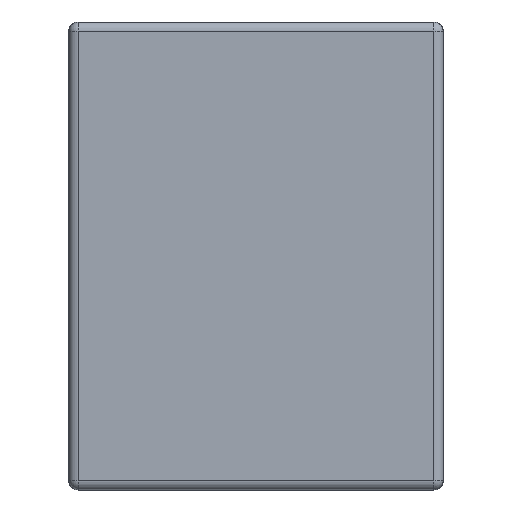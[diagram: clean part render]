
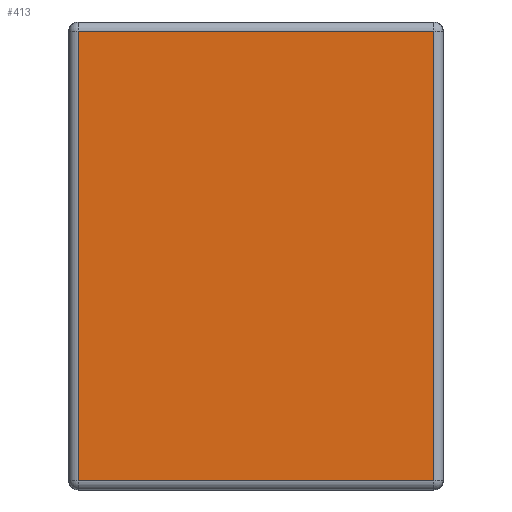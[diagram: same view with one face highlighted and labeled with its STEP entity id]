
A CAD part, left-side view. The second image highlights one B-rep face of the part: STEP entity #413.
In plain terms, the highlighted planar face has unit normal (-1, 0, 0).
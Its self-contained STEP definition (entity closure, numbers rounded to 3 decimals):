
#374 = CARTESIAN_POINT ( 'NONE',  ( -0.5, 0.39, -0.24 ) ) ;
#375 = VERTEX_POINT ( 'NONE', #374 ) ;
#376 = CARTESIAN_POINT ( 'NONE',  ( -0.5, 0.01, -0.24 ) ) ;
#377 = VERTEX_POINT ( 'NONE', #376 ) ;
#378 = CARTESIAN_POINT ( 'NONE',  ( -0.5, 0., -0.24 ) ) ;
#379 = DIRECTION ( 'NONE',  ( 0., -1., 0. ) ) ;
#380 = VECTOR ( 'NONE', #379, 1000. ) ;
#381 = LINE ( 'NONE', #378, #380 ) ;
#382 = EDGE_CURVE ( 'NONE', #375, #377, #381, .T. ) ;
#383 = ORIENTED_EDGE ( 'NONE', *, *, #382, .T. ) ;
#384 = CARTESIAN_POINT ( 'NONE',  ( -0.5, 0.01, 0.24 ) ) ;
#385 = VERTEX_POINT ( 'NONE', #384 ) ;
#386 = CARTESIAN_POINT ( 'NONE',  ( -0.5, 0.01, -0.25 ) ) ;
#387 = DIRECTION ( 'NONE',  ( 0., 0., 1. ) ) ;
#388 = VECTOR ( 'NONE', #387, 1000. ) ;
#389 = LINE ( 'NONE', #386, #388 ) ;
#390 = EDGE_CURVE ( 'NONE', #377, #385, #389, .T. ) ;
#391 = ORIENTED_EDGE ( 'NONE', *, *, #390, .T. ) ;
#392 = CARTESIAN_POINT ( 'NONE',  ( -0.5, 0.39, 0.24 ) ) ;
#393 = VERTEX_POINT ( 'NONE', #392 ) ;
#394 = CARTESIAN_POINT ( 'NONE',  ( -0.5, 0.4, 0.24 ) ) ;
#395 = DIRECTION ( 'NONE',  ( 0., 1., 0. ) ) ;
#396 = VECTOR ( 'NONE', #395, 1000. ) ;
#397 = LINE ( 'NONE', #394, #396 ) ;
#398 = EDGE_CURVE ( 'NONE', #385, #393, #397, .T. ) ;
#399 = ORIENTED_EDGE ( 'NONE', *, *, #398, .T. ) ;
#400 = CARTESIAN_POINT ( 'NONE',  ( -0.5, 0.39, -0.25 ) ) ;
#401 = DIRECTION ( 'NONE',  ( 0., 0., -1. ) ) ;
#402 = VECTOR ( 'NONE', #401, 1000. ) ;
#403 = LINE ( 'NONE', #400, #402 ) ;
#404 = EDGE_CURVE ( 'NONE', #393, #375, #403, .T. ) ;
#405 = ORIENTED_EDGE ( 'NONE', *, *, #404, .T. ) ;
#406 = EDGE_LOOP ( 'NONE', ( #383, #391, #399, #405 ) ) ;
#407 = FACE_OUTER_BOUND ( 'NONE', #406, .T. ) ;
#408 = CARTESIAN_POINT ( 'NONE',  ( -0.5, 0.4, -0.25 ) ) ;
#409 = DIRECTION ( 'NONE',  ( -1., 0., 0. ) ) ;
#410 = DIRECTION ( 'NONE',  ( 0., -1., 0. ) ) ;
#411 = AXIS2_PLACEMENT_3D ( 'NONE', #408, #409, #410 ) ;
#412 = PLANE ( 'NONE', #411 ) ;
#413 = ADVANCED_FACE ( 'NONE', ( #407 ), #412, .T. ) ;
